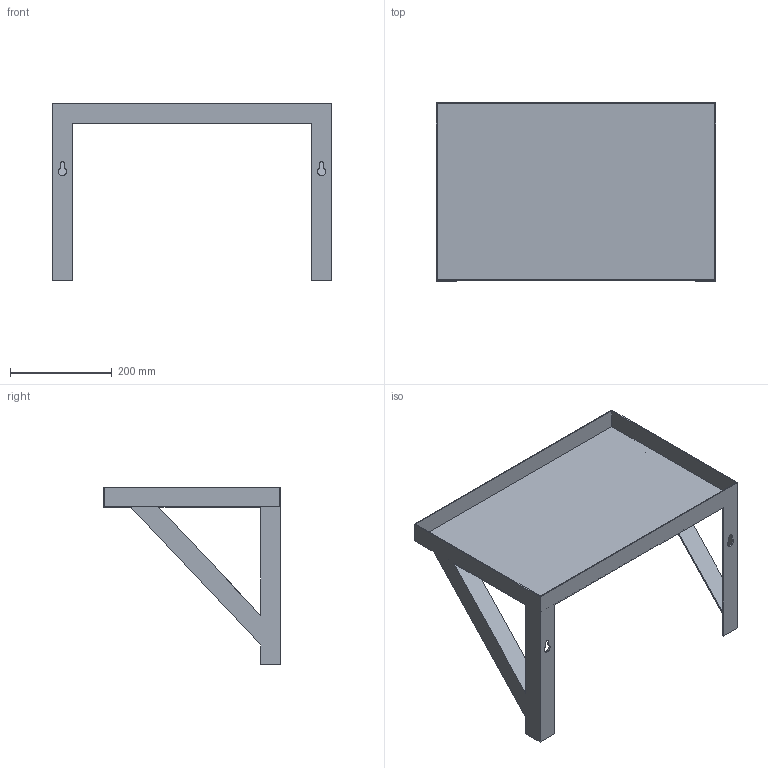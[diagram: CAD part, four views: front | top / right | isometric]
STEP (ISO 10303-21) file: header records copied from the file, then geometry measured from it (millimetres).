
FILE_DESCRIPTION (( 'STEP AP203' ), '1' );
FILE_NAME ('落料架子1.STEP', '2023-12-27T08:32:13', ( '微软用户' ), ( '微软中国' ), 'SwSTEP 2.0', 'SolidWorks 2020', '' );
FILE_SCHEMA (( 'CONFIG_CONTROL_DESIGN' ));
Length unit declared in the file: millimetre
Products named in the file (1): 邈蹋殤赽1
Bounding box: 550 x 350 x 350 mm (x, y, z)
Volume: 819652.5 mm3; surface area: 730588.4 mm2
Topology: 1 solids, 1 shells, 43 faces, 126 edges, 84 vertices
Faces by surface type: plane 37, cylinder 6
Entity records: 1505 total; most frequent: CARTESIAN_POINT 254, ORIENTED_EDGE 252, DIRECTION 226, EDGE_CURVE 126, LINE 114, VECTOR 114, VERTEX_POINT 84, AXIS2_PLACEMENT_3D 56
